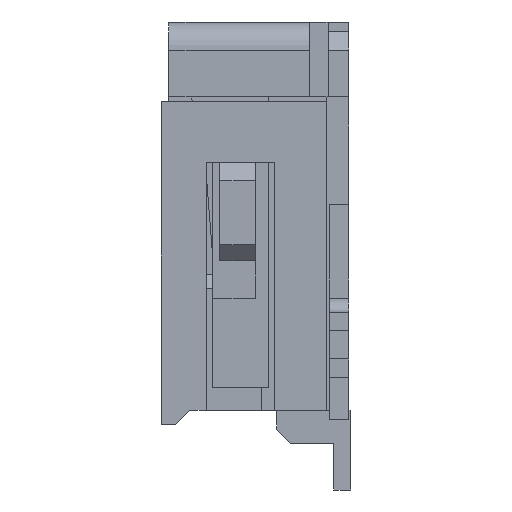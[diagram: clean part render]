
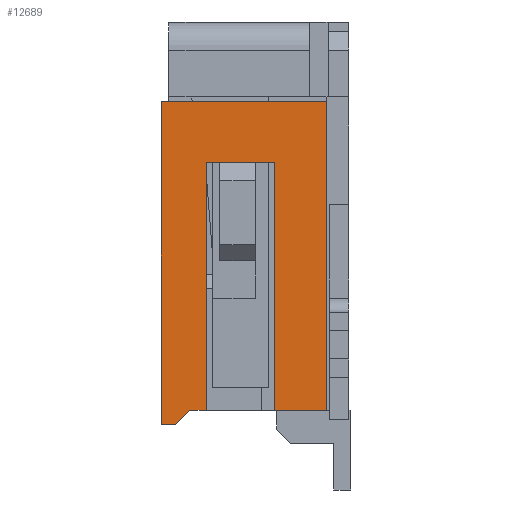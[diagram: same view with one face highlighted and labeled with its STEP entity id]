
A CAD part, left-side view. The second image highlights one B-rep face of the part: STEP entity #12689.
In plain terms, the highlighted planar face has unit normal (-1, 0, 0).
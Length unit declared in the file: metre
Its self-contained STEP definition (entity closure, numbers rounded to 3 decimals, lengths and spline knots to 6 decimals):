
#1328=PLANE('',#15956);
#2463=LINE('',#21552,#4107);
#2469=LINE('',#21565,#4113);
#2476=LINE('',#21585,#4120);
#2481=LINE('',#21594,#4125);
#2482=LINE('',#21597,#4126);
#2483=LINE('',#21598,#4127);
#2484=LINE('',#21600,#4128);
#2485=LINE('',#21602,#4129);
#2486=LINE('',#21603,#4130);
#2487=LINE('',#21605,#4131);
#4107=VECTOR('',#18038,1.);
#4113=VECTOR('',#18046,1.);
#4120=VECTOR('',#18063,1.);
#4125=VECTOR('',#18070,1.);
#4126=VECTOR('',#18071,1.);
#4127=VECTOR('',#18072,1.);
#4128=VECTOR('',#18073,1.);
#4129=VECTOR('',#18074,1.);
#4130=VECTOR('',#18075,1.);
#4131=VECTOR('',#18076,1.);
#6386=ORIENTED_EDGE('',*,*,#9194,.F.);
#6387=ORIENTED_EDGE('',*,*,#9195,.F.);
#6388=ORIENTED_EDGE('',*,*,#9174,.T.);
#6389=ORIENTED_EDGE('',*,*,#9180,.T.);
#6390=ORIENTED_EDGE('',*,*,#9196,.F.);
#6391=ORIENTED_EDGE('',*,*,#9197,.T.);
#6392=ORIENTED_EDGE('',*,*,#9198,.F.);
#6393=ORIENTED_EDGE('',*,*,#9189,.F.);
#6394=ORIENTED_EDGE('',*,*,#9199,.F.);
#6395=ORIENTED_EDGE('',*,*,#9200,.F.);
#9174=EDGE_CURVE('',#10581,#10582,#2463,.T.);
#9180=EDGE_CURVE('',#10582,#10586,#2469,.T.);
#9189=EDGE_CURVE('',#10593,#10595,#2476,.T.);
#9194=EDGE_CURVE('',#10598,#10599,#2481,.T.);
#9195=EDGE_CURVE('',#10581,#10598,#2482,.T.);
#9196=EDGE_CURVE('',#10600,#10586,#2483,.T.);
#9197=EDGE_CURVE('',#10600,#10601,#2484,.T.);
#9198=EDGE_CURVE('',#10595,#10601,#2485,.T.);
#9199=EDGE_CURVE('',#10602,#10593,#2486,.T.);
#9200=EDGE_CURVE('',#10599,#10602,#2487,.T.);
#10581=VERTEX_POINT('',#21553);
#10582=VERTEX_POINT('',#21554);
#10586=VERTEX_POINT('',#21564);
#10593=VERTEX_POINT('',#21583);
#10595=VERTEX_POINT('',#21586);
#10598=VERTEX_POINT('',#21595);
#10599=VERTEX_POINT('',#21596);
#10600=VERTEX_POINT('',#21599);
#10601=VERTEX_POINT('',#21601);
#10602=VERTEX_POINT('',#21604);
#11421=EDGE_LOOP('',(#6386,#6387,#6388,#6389,#6390,#6391,#6392,#6393,#6394,
#6395));
#12029=FACE_BOUND('',#11421,.T.);
#12689=ADVANCED_FACE('',(#12029),#1328,.T.);
#15956=AXIS2_PLACEMENT_3D('',#21593,#18068,#18069);
#18038=DIRECTION('',(0.,-1.,0.));
#18046=DIRECTION('',(0.,-0.707,0.707));
#18063=DIRECTION('',(0.,0.,1.));
#18068=DIRECTION('',(-1.,0.,0.));
#18069=DIRECTION('',(0.,-1.,0.));
#18070=DIRECTION('',(0.,-1.,0.));
#18071=DIRECTION('',(0.,0.,1.));
#18072=DIRECTION('',(0.,1.,0.));
#18073=DIRECTION('',(0.,0.,1.));
#18074=DIRECTION('',(0.,1.,0.));
#18075=DIRECTION('',(0.,1.,0.));
#18076=DIRECTION('',(0.,0.,-1.));
#21552=CARTESIAN_POINT('',(-0.00665,0.002,0.));
#21553=CARTESIAN_POINT('',(-0.00665,0.002,0.));
#21554=CARTESIAN_POINT('',(-0.00665,0.00185,0.));
#21564=CARTESIAN_POINT('',(-0.00665,0.0017,0.00015));
#21565=CARTESIAN_POINT('',(-0.00665,0.00185,0.));
#21583=CARTESIAN_POINT('',(-0.00665,0.00079,0.00015));
#21585=CARTESIAN_POINT('',(-0.00665,0.00079,0.00015));
#21586=CARTESIAN_POINT('',(-0.00665,0.00079,0.0028));
#21593=CARTESIAN_POINT('',(-0.00665,0.002,0.));
#21594=CARTESIAN_POINT('',(-0.00665,0.002,0.00345));
#21595=CARTESIAN_POINT('',(-0.00665,0.002,0.00345));
#21596=CARTESIAN_POINT('',(-0.00665,0.00024,0.00345));
#21597=CARTESIAN_POINT('',(-0.00665,0.002,0.));
#21598=CARTESIAN_POINT('',(-0.00665,0.00152,0.00015));
#21599=CARTESIAN_POINT('',(-0.00665,0.00152,0.00015));
#21600=CARTESIAN_POINT('',(-0.00665,0.00152,0.00015));
#21601=CARTESIAN_POINT('',(-0.00665,0.00152,0.0028));
#21602=CARTESIAN_POINT('',(-0.00665,0.00079,0.0028));
#21603=CARTESIAN_POINT('',(-0.00665,0.00024,0.00015));
#21604=CARTESIAN_POINT('',(-0.00665,0.00024,0.00015));
#21605=CARTESIAN_POINT('',(-0.00665,0.00024,0.00345));
